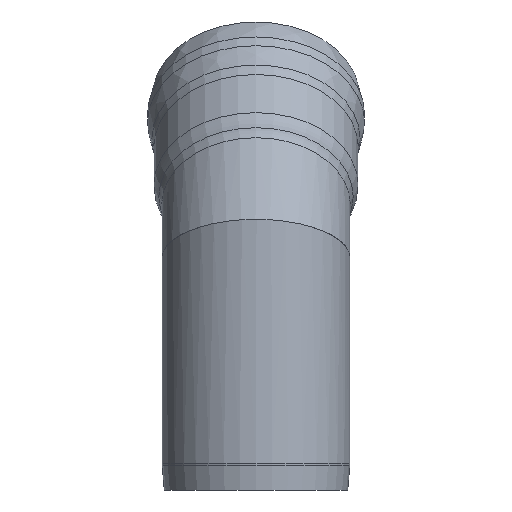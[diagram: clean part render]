
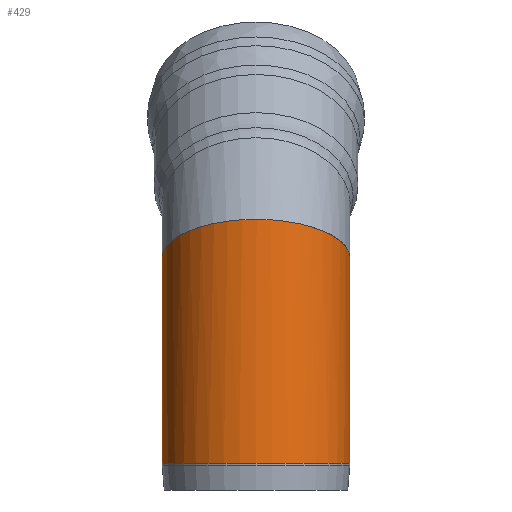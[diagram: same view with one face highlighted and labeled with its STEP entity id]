
A CAD part, left-side view. The second image highlights one B-rep face of the part: STEP entity #429.
In plain terms, the highlighted cylindrical face has radius 365 mm (diameter 730 mm), a full revolution.
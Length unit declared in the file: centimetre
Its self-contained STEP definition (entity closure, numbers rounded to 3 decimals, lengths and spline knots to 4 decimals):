
#27=CYLINDRICAL_SURFACE('',#473,36.5);
#36=ELLIPSE('',#470,39.5073,36.5);
#57=FACE_OUTER_BOUND('',#84,.T.);
#84=EDGE_LOOP('',(#319,#320,#321,#322,#323));
#108=LINE('',#739,#120);
#120=VECTOR('',#581,36.5);
#132=CIRCLE('',#459,36.5);
#134=CIRCLE('',#461,36.5);
#182=VERTEX_POINT('',#714);
#183=VERTEX_POINT('',#715);
#188=VERTEX_POINT('',#732);
#226=EDGE_CURVE('',#182,#183,#132,.T.);
#228=EDGE_CURVE('',#183,#182,#134,.T.);
#235=EDGE_CURVE('',#188,#188,#36,.T.);
#238=EDGE_CURVE('',#188,#183,#108,.T.);
#319=ORIENTED_EDGE('',*,*,#235,.T.);
#320=ORIENTED_EDGE('',*,*,#238,.T.);
#321=ORIENTED_EDGE('',*,*,#228,.T.);
#322=ORIENTED_EDGE('',*,*,#226,.T.);
#323=ORIENTED_EDGE('',*,*,#238,.F.);
#429=ADVANCED_FACE('',(#57),#27,.T.);
#459=AXIS2_PLACEMENT_3D('',#716,#549,#550);
#461=AXIS2_PLACEMENT_3D('',#718,#553,#554);
#470=AXIS2_PLACEMENT_3D('',#733,#572,#573);
#473=AXIS2_PLACEMENT_3D('',#738,#579,#580);
#549=DIRECTION('center_axis',(0.,0.,1.));
#550=DIRECTION('ref_axis',(1.,0.,0.));
#553=DIRECTION('center_axis',(0.,0.,1.));
#554=DIRECTION('ref_axis',(1.,0.,0.));
#572=DIRECTION('center_axis',(-0.383,0.,-0.924));
#573=DIRECTION('ref_axis',(-0.924,0.,0.383));
#579=DIRECTION('center_axis',(0.,0.,1.));
#580=DIRECTION('ref_axis',(-1.,0.,0.));
#581=DIRECTION('',(0.,0.,-1.));
#714=CARTESIAN_POINT('',(146.44,385.2625,-131.1371));
#715=CARTESIAN_POINT('',(182.94,348.7625,-131.1371));
#716=CARTESIAN_POINT('Origin',(146.44,348.7625,-131.1371));
#718=CARTESIAN_POINT('Origin',(146.44,348.7625,-131.1371));
#732=CARTESIAN_POINT('',(182.94,348.7625,-66.6313));
#733=CARTESIAN_POINT('Origin',(146.44,348.7625,-51.5126));
#738=CARTESIAN_POINT('Origin',(146.44,348.7625,-81.3248));
#739=CARTESIAN_POINT('',(182.94,348.7625,-81.3248));
